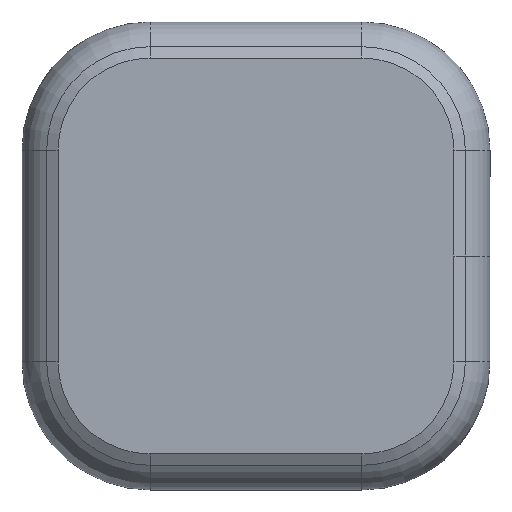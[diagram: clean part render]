
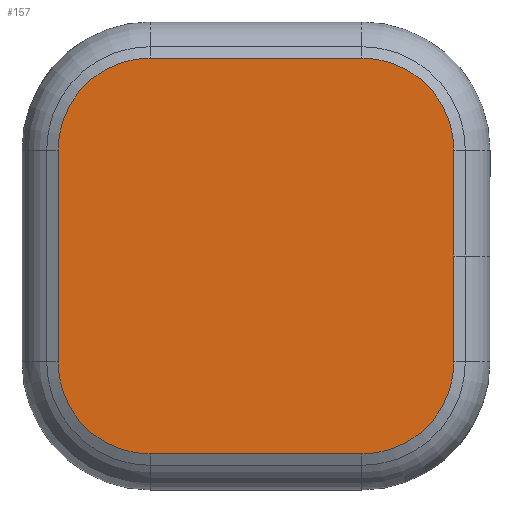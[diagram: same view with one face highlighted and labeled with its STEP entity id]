
A CAD part, front view. The second image highlights one B-rep face of the part: STEP entity #157.
In plain terms, the highlighted planar face has unit normal (0, -1, 0).
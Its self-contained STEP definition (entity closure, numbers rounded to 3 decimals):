
#15 = VERTEX_POINT ( 'NONE', #1676 ) ;
#24 = ORIENTED_EDGE ( 'NONE', *, *, #1178, .T. ) ;
#52 = CIRCLE ( 'NONE', #1556, 3.736 ) ;
#59 = PLANE ( 'NONE',  #91 ) ;
#77 = LINE ( 'NONE', #551, #1559 ) ;
#82 = CARTESIAN_POINT ( 'NONE',  ( 8.036, 0., 0. ) ) ;
#91 = AXIS2_PLACEMENT_3D ( 'NONE', #1982, #387, #1020 ) ;
#136 = LINE ( 'NONE', #82, #1902 ) ;
#145 = ORIENTED_EDGE ( 'NONE', *, *, #864, .T. ) ;
#146 = LINE ( 'NONE', #1413, #1126 ) ;
#155 = CARTESIAN_POINT ( 'NONE',  ( -8.036, 0., 4.3 ) ) ;
#157 = ADVANCED_FACE ( 'NONE', ( #1679 ), #59, .T. ) ;
#178 = CARTESIAN_POINT ( 'NONE',  ( 8.036, 0., 4.3 ) ) ;
#227 = DIRECTION ( 'NONE',  ( 1., 0., 0. ) ) ;
#281 = VERTEX_POINT ( 'NONE', #454 ) ;
#387 = DIRECTION ( 'NONE',  ( 0., -1., 0. ) ) ;
#416 = CARTESIAN_POINT ( 'NONE',  ( 4.3, 0., 4.3 ) ) ;
#424 = VERTEX_POINT ( 'NONE', #1332 ) ;
#425 = CIRCLE ( 'NONE', #1391, 3.736 ) ;
#454 = CARTESIAN_POINT ( 'NONE',  ( -4.3, 0., -8.036 ) ) ;
#489 = VERTEX_POINT ( 'NONE', #1538 ) ;
#549 = VERTEX_POINT ( 'NONE', #1915 ) ;
#551 = CARTESIAN_POINT ( 'NONE',  ( 4.3, 0., 8.036 ) ) ;
#561 = CIRCLE ( 'NONE', #729, 3.736 ) ;
#590 = AXIS2_PLACEMENT_3D ( 'NONE', #1268, #1861, #1823 ) ;
#601 = EDGE_CURVE ( 'NONE', #2023, #15, #425, .T. ) ;
#624 = CIRCLE ( 'NONE', #590, 3.736 ) ;
#636 = VERTEX_POINT ( 'NONE', #1437 ) ;
#701 = CARTESIAN_POINT ( 'NONE',  ( -4.3, 0., -8.036 ) ) ;
#729 = AXIS2_PLACEMENT_3D ( 'NONE', #1371, #1345, #1526 ) ;
#783 = ORIENTED_EDGE ( 'NONE', *, *, #806, .T. ) ;
#788 = CARTESIAN_POINT ( 'NONE',  ( 4.3, 0., -4.3 ) ) ;
#797 = DIRECTION ( 'NONE',  ( 0., 0., -1. ) ) ;
#806 = EDGE_CURVE ( 'NONE', #997, #636, #52, .T. ) ;
#836 = EDGE_CURVE ( 'NONE', #424, #281, #624, .T. ) ;
#847 = EDGE_CURVE ( 'NONE', #489, #997, #136, .T. ) ;
#864 = EDGE_CURVE ( 'NONE', #15, #489, #146, .T. ) ;
#932 = EDGE_CURVE ( 'NONE', #1411, #424, #1584, .T. ) ;
#997 = VERTEX_POINT ( 'NONE', #178 ) ;
#1020 = DIRECTION ( 'NONE',  ( 1., 0., 0. ) ) ;
#1027 = VECTOR ( 'NONE', #227, 1000. ) ;
#1045 = EDGE_LOOP ( 'NONE', ( #145, #1693, #783, #1671, #24, #1683, #1853, #1744, #1641 ) ) ;
#1126 = VECTOR ( 'NONE', #1253, 1000. ) ;
#1178 = EDGE_CURVE ( 'NONE', #549, #1411, #561, .T. ) ;
#1185 = DIRECTION ( 'NONE',  ( -1., 0., 0. ) ) ;
#1253 = DIRECTION ( 'NONE',  ( 0., 0., 1. ) ) ;
#1268 = CARTESIAN_POINT ( 'NONE',  ( -4.3, 0., -4.3 ) ) ;
#1332 = CARTESIAN_POINT ( 'NONE',  ( -8.036, 0., -4.3 ) ) ;
#1345 = DIRECTION ( 'NONE',  ( 0., -1., 0. ) ) ;
#1371 = CARTESIAN_POINT ( 'NONE',  ( -4.3, 0., 4.3 ) ) ;
#1391 = AXIS2_PLACEMENT_3D ( 'NONE', #788, #1417, #1426 ) ;
#1407 = DIRECTION ( 'NONE',  ( 0., -1., 0. ) ) ;
#1411 = VERTEX_POINT ( 'NONE', #1891 ) ;
#1413 = CARTESIAN_POINT ( 'NONE',  ( 8.036, 0., -4.3 ) ) ;
#1417 = DIRECTION ( 'NONE',  ( 0., -1., 0. ) ) ;
#1422 = DIRECTION ( 'NONE',  ( 1., 0., 0. ) ) ;
#1426 = DIRECTION ( 'NONE',  ( 0., 0., -1. ) ) ;
#1437 = CARTESIAN_POINT ( 'NONE',  ( 4.3, 0., 8.036 ) ) ;
#1512 = LINE ( 'NONE', #701, #1027 ) ;
#1526 = DIRECTION ( 'NONE',  ( 0., 0., 1. ) ) ;
#1538 = CARTESIAN_POINT ( 'NONE',  ( 8.036, 0., 0. ) ) ;
#1556 = AXIS2_PLACEMENT_3D ( 'NONE', #416, #1407, #1422 ) ;
#1559 = VECTOR ( 'NONE', #1185, 1000. ) ;
#1584 = LINE ( 'NONE', #155, #1969 ) ;
#1601 = EDGE_CURVE ( 'NONE', #281, #2023, #1512, .T. ) ;
#1628 = EDGE_CURVE ( 'NONE', #636, #549, #77, .T. ) ;
#1641 = ORIENTED_EDGE ( 'NONE', *, *, #601, .T. ) ;
#1671 = ORIENTED_EDGE ( 'NONE', *, *, #1628, .T. ) ;
#1676 = CARTESIAN_POINT ( 'NONE',  ( 8.036, 0., -4.3 ) ) ;
#1679 = FACE_OUTER_BOUND ( 'NONE', #1045, .T. ) ;
#1683 = ORIENTED_EDGE ( 'NONE', *, *, #932, .T. ) ;
#1693 = ORIENTED_EDGE ( 'NONE', *, *, #847, .T. ) ;
#1744 = ORIENTED_EDGE ( 'NONE', *, *, #1601, .T. ) ;
#1823 = DIRECTION ( 'NONE',  ( -1., 0., 0. ) ) ;
#1853 = ORIENTED_EDGE ( 'NONE', *, *, #836, .T. ) ;
#1861 = DIRECTION ( 'NONE',  ( 0., -1., 0. ) ) ;
#1886 = DIRECTION ( 'NONE',  ( 0., 0., 1. ) ) ;
#1891 = CARTESIAN_POINT ( 'NONE',  ( -8.036, 0., 4.3 ) ) ;
#1902 = VECTOR ( 'NONE', #1886, 1000. ) ;
#1915 = CARTESIAN_POINT ( 'NONE',  ( -4.3, 0., 8.036 ) ) ;
#1924 = CARTESIAN_POINT ( 'NONE',  ( 4.3, 0., -8.036 ) ) ;
#1969 = VECTOR ( 'NONE', #797, 1000. ) ;
#1982 = CARTESIAN_POINT ( 'NONE',  ( 7.3, 0., 0. ) ) ;
#2023 = VERTEX_POINT ( 'NONE', #1924 ) ;
